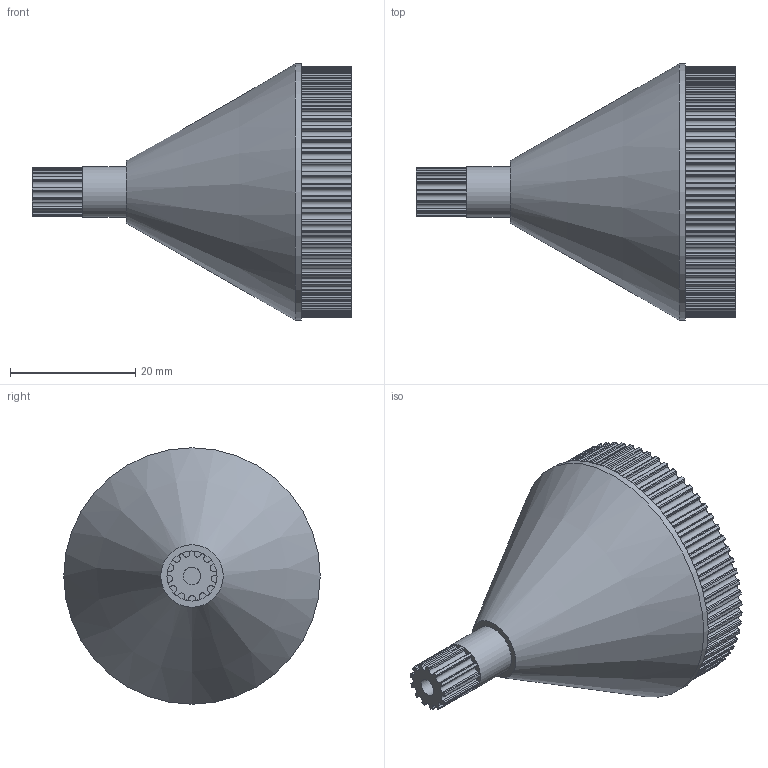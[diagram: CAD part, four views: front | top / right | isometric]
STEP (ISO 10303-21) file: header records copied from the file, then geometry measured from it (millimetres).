
FILE_DESCRIPTION(('FreeCAD Model'),'2;1');
FILE_NAME('axle-with-g2-pulleys-part2-for-3d-print.step','2020-11-19T14:36:24',('Author'),(''), 'Open CASCADE STEP processor 7.3','FreeCAD','Unknown');
FILE_SCHEMA(('AUTOMOTIVE_DESIGN { 1 0 10303 214 1 1 1 1 }'));
Length unit declared in the file: millimetre
Products named in the file (1): Body001
Bounding box: 51 x 41 x 41 mm (x, y, z)
Volume: 26567.3 mm3; surface area: 6946.2 mm2
Topology: 1 solids, 1 shells, 487 faces, 1423 edges, 947 vertices
Faces by surface type: bspline 469, plane 9, cylinder 8, cone 1
Full cylindrical faces by diameter (mm): 2.8 x6, 8 x1, 41 x1
Entity records: 34343 total; most frequent: CARTESIAN_POINT 17849, ORIENTED_EDGE 2846, PCURVE 2846, DEFINITIONAL_REPRESENTATION 2846, B_SPLINE_CURVE_WITH_KNOTS 2341, EDGE_CURVE 1423, SURFACE_CURVE 1409, VERTEX_POINT 947
